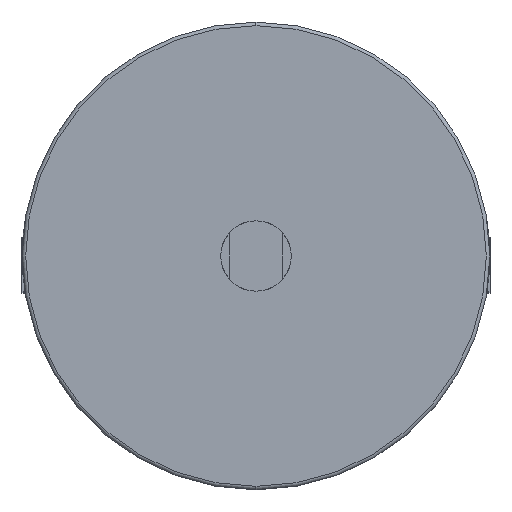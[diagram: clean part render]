
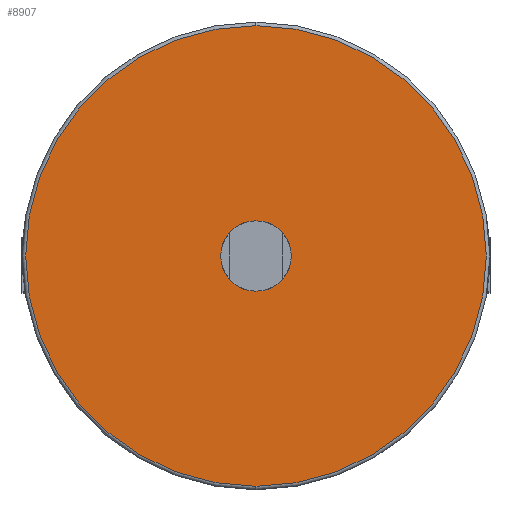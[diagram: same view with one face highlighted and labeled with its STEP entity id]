
A CAD part, left-side view. The second image highlights one B-rep face of the part: STEP entity #8907.
In plain terms, the highlighted planar face has unit normal (-1, 0, 0).
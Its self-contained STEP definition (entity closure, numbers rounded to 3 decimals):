
#178 = CIRCLE ( 'NONE', #9717, 65.5 ) ;
#306 = DIRECTION ( 'NONE',  ( 0., 0., 1. ) ) ;
#373 = ORIENTED_EDGE ( 'NONE', *, *, #11084, .F. ) ;
#583 = CARTESIAN_POINT ( 'NONE',  ( -157.5, 0., -65.5 ) ) ;
#587 = CARTESIAN_POINT ( 'NONE',  ( -157.5, 0., 0. ) ) ;
#903 = DIRECTION ( 'NONE',  ( 0., 0., 1. ) ) ;
#1217 = DIRECTION ( 'NONE',  ( -1., 0., 0. ) ) ;
#1752 = DIRECTION ( 'NONE',  ( 0., 0., 1. ) ) ;
#1819 = CIRCLE ( 'NONE', #2974, 10. ) ;
#2420 = ORIENTED_EDGE ( 'NONE', *, *, #11672, .T. ) ;
#2615 = EDGE_LOOP ( 'NONE', ( #373, #4079 ) ) ;
#2782 = DIRECTION ( 'NONE',  ( -1., 0., 0. ) ) ;
#2943 = ORIENTED_EDGE ( 'NONE', *, *, #6503, .T. ) ;
#2974 = AXIS2_PLACEMENT_3D ( 'NONE', #587, #8730, #1752 ) ;
#3368 = AXIS2_PLACEMENT_3D ( 'NONE', #14272, #7272, #306 ) ;
#3948 = EDGE_CURVE ( 'NONE', #9891, #5151, #4415, .T. ) ;
#4079 = ORIENTED_EDGE ( 'NONE', *, *, #3948, .F. ) ;
#4415 = CIRCLE ( 'NONE', #3368, 10. ) ;
#5149 = FACE_OUTER_BOUND ( 'NONE', #6500, .T. ) ;
#5151 = VERTEX_POINT ( 'NONE', #7915 ) ;
#5960 = AXIS2_PLACEMENT_3D ( 'NONE', #7014, #1217, #9367 ) ;
#6500 = EDGE_LOOP ( 'NONE', ( #2943, #2420 ) ) ;
#6503 = EDGE_CURVE ( 'NONE', #8637, #10516, #9351, .T. ) ;
#7014 = CARTESIAN_POINT ( 'NONE',  ( -157.5, 66.5, 0. ) ) ;
#7272 = DIRECTION ( 'NONE',  ( -1., 0., 0. ) ) ;
#7519 = FACE_BOUND ( 'NONE', #2615, .T. ) ;
#7878 = DIRECTION ( 'NONE',  ( -1., 0., 0. ) ) ;
#7915 = CARTESIAN_POINT ( 'NONE',  ( -157.5, 0., -10. ) ) ;
#8174 = PLANE ( 'NONE',  #5960 ) ;
#8637 = VERTEX_POINT ( 'NONE', #12045 ) ;
#8730 = DIRECTION ( 'NONE',  ( -1., 0., 0. ) ) ;
#8907 = ADVANCED_FACE ( 'NONE', ( #5149, #7519 ), #8174, .T. ) ;
#9351 = CIRCLE ( 'NONE', #13954, 65.5 ) ;
#9367 = DIRECTION ( 'NONE',  ( 0., 0., 1. ) ) ;
#9717 = AXIS2_PLACEMENT_3D ( 'NONE', #14870, #7878, #903 ) ;
#9764 = CARTESIAN_POINT ( 'NONE',  ( -157.5, 0., 0. ) ) ;
#9891 = VERTEX_POINT ( 'NONE', #14220 ) ;
#10516 = VERTEX_POINT ( 'NONE', #583 ) ;
#10931 = DIRECTION ( 'NONE',  ( 0., 0., 1. ) ) ;
#11084 = EDGE_CURVE ( 'NONE', #5151, #9891, #1819, .T. ) ;
#11672 = EDGE_CURVE ( 'NONE', #10516, #8637, #178, .T. ) ;
#12045 = CARTESIAN_POINT ( 'NONE',  ( -157.5, 0., 65.5 ) ) ;
#13954 = AXIS2_PLACEMENT_3D ( 'NONE', #9764, #2782, #10931 ) ;
#14220 = CARTESIAN_POINT ( 'NONE',  ( -157.5, 0., 10. ) ) ;
#14272 = CARTESIAN_POINT ( 'NONE',  ( -157.5, 0., 0. ) ) ;
#14870 = CARTESIAN_POINT ( 'NONE',  ( -157.5, 0., 0. ) ) ;
